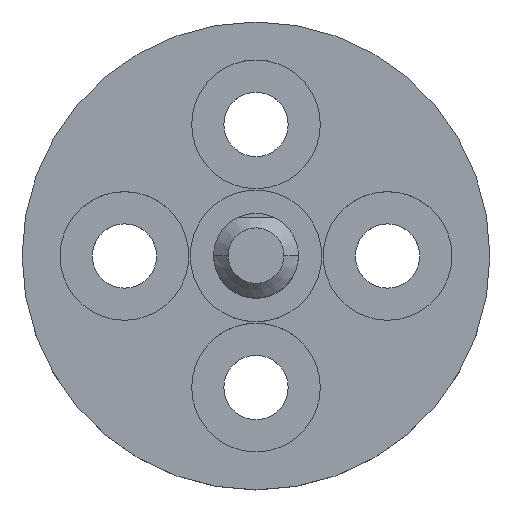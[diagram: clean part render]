
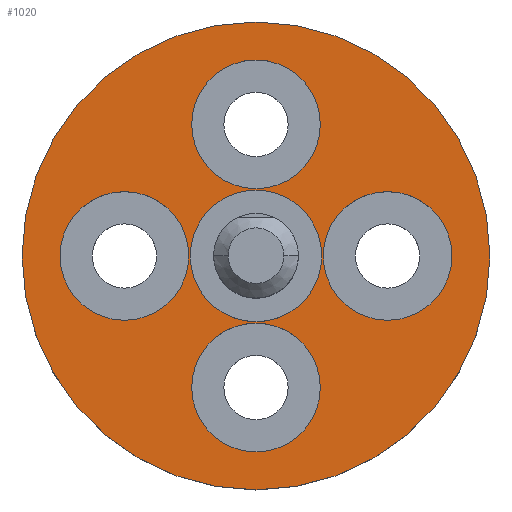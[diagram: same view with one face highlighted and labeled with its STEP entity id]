
A CAD part, top view. The second image highlights one B-rep face of the part: STEP entity #1020.
In plain terms, the highlighted planar face has unit normal (0, 0, 1).
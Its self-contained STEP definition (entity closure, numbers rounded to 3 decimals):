
#13 = DIRECTION ( 'NONE',  ( 0., 0., 1. ) ) ;
#18 = CIRCLE ( 'NONE', #1072, 2.2 ) ;
#19 = DIRECTION ( 'NONE',  ( 0., 0., 1. ) ) ;
#21 = CIRCLE ( 'NONE', #110, 2.2 ) ;
#26 = VERTEX_POINT ( 'NONE', #351 ) ;
#27 = DIRECTION ( 'NONE',  ( 0., 0., 1. ) ) ;
#39 = EDGE_CURVE ( 'NONE', #750, #903, #18, .T. ) ;
#60 = AXIS2_PLACEMENT_3D ( 'NONE', #174, #418, #787 ) ;
#62 = EDGE_CURVE ( 'NONE', #430, #484, #1017, .T. ) ;
#101 = CARTESIAN_POINT ( 'NONE',  ( 0., 0., 23.44 ) ) ;
#105 = FACE_BOUND ( 'NONE', #538, .T. ) ;
#108 = EDGE_CURVE ( 'NONE', #795, #582, #21, .T. ) ;
#110 = AXIS2_PLACEMENT_3D ( 'NONE', #647, #366, #116 ) ;
#116 = DIRECTION ( 'NONE',  ( 1., 0., 0. ) ) ;
#122 = EDGE_LOOP ( 'NONE', ( #974, #503 ) ) ;
#142 = DIRECTION ( 'NONE',  ( 0., 0., 1. ) ) ;
#151 = EDGE_LOOP ( 'NONE', ( #461, #496 ) ) ;
#162 = CARTESIAN_POINT ( 'NONE',  ( -2.2, 4.5, 23.44 ) ) ;
#171 = ORIENTED_EDGE ( 'NONE', *, *, #450, .F. ) ;
#173 = AXIS2_PLACEMENT_3D ( 'NONE', #277, #623, #639 ) ;
#174 = CARTESIAN_POINT ( 'NONE',  ( -4.5, 0., 23.44 ) ) ;
#184 = CARTESIAN_POINT ( 'NONE',  ( 2.3, 0., 23.44 ) ) ;
#193 = CARTESIAN_POINT ( 'NONE',  ( -2.2, -4.5, 23.44 ) ) ;
#196 = FACE_BOUND ( 'NONE', #733, .T. ) ;
#201 = FACE_BOUND ( 'NONE', #151, .T. ) ;
#210 = EDGE_CURVE ( 'NONE', #26, #711, #875, .T. ) ;
#230 = CARTESIAN_POINT ( 'NONE',  ( -2.3, 0., 23.44 ) ) ;
#268 = CARTESIAN_POINT ( 'NONE',  ( 0., 4.5, 23.44 ) ) ;
#277 = CARTESIAN_POINT ( 'NONE',  ( 0., 0., 23.44 ) ) ;
#283 = CIRCLE ( 'NONE', #558, 2.2 ) ;
#292 = ORIENTED_EDGE ( 'NONE', *, *, #210, .F. ) ;
#298 = CIRCLE ( 'NONE', #1033, 2.2 ) ;
#300 = DIRECTION ( 'NONE',  ( 1., 0., 0. ) ) ;
#317 = CARTESIAN_POINT ( 'NONE',  ( -2.25, 0., 23.44 ) ) ;
#335 = CARTESIAN_POINT ( 'NONE',  ( -6.7, 0., 23.44 ) ) ;
#351 = CARTESIAN_POINT ( 'NONE',  ( 2.25, 0., 23.44 ) ) ;
#357 = AXIS2_PLACEMENT_3D ( 'NONE', #696, #955, #510 ) ;
#366 = DIRECTION ( 'NONE',  ( 0., 0., 1. ) ) ;
#374 = AXIS2_PLACEMENT_3D ( 'NONE', #881, #1132, #437 ) ;
#390 = CIRCLE ( 'NONE', #909, 2.2 ) ;
#406 = ORIENTED_EDGE ( 'NONE', *, *, #39, .F. ) ;
#408 = CIRCLE ( 'NONE', #357, 2.2 ) ;
#414 = DIRECTION ( 'NONE',  ( 0., 0., 1. ) ) ;
#418 = DIRECTION ( 'NONE',  ( 0., 0., 1. ) ) ;
#430 = VERTEX_POINT ( 'NONE', #771 ) ;
#437 = DIRECTION ( 'NONE',  ( 1., 0., 0. ) ) ;
#438 = VERTEX_POINT ( 'NONE', #707 ) ;
#450 = EDGE_CURVE ( 'NONE', #624, #438, #408, .T. ) ;
#458 = CARTESIAN_POINT ( 'NONE',  ( 0., -4.5, 23.44 ) ) ;
#461 = ORIENTED_EDGE ( 'NONE', *, *, #62, .F. ) ;
#469 = CARTESIAN_POINT ( 'NONE',  ( 8., 0., 23.44 ) ) ;
#484 = VERTEX_POINT ( 'NONE', #162 ) ;
#486 = CARTESIAN_POINT ( 'NONE',  ( 0., 0., 23.44 ) ) ;
#495 = EDGE_CURVE ( 'NONE', #484, #430, #298, .T. ) ;
#496 = ORIENTED_EDGE ( 'NONE', *, *, #495, .F. ) ;
#503 = ORIENTED_EDGE ( 'NONE', *, *, #796, .F. ) ;
#509 = EDGE_CURVE ( 'NONE', #657, #1009, #996, .T. ) ;
#510 = DIRECTION ( 'NONE',  ( 1., 0., 0. ) ) ;
#514 = AXIS2_PLACEMENT_3D ( 'NONE', #268, #702, #968 ) ;
#521 = CARTESIAN_POINT ( 'NONE',  ( 0., 4.5, 23.44 ) ) ;
#538 = EDGE_LOOP ( 'NONE', ( #406, #927 ) ) ;
#543 = DIRECTION ( 'NONE',  ( 1., 0., 0. ) ) ;
#549 = PLANE ( 'NONE',  #1071 ) ;
#558 = AXIS2_PLACEMENT_3D ( 'NONE', #458, #19, #1052 ) ;
#563 = DIRECTION ( 'NONE',  ( 1., 0., 0. ) ) ;
#582 = VERTEX_POINT ( 'NONE', #184 ) ;
#586 = ORIENTED_EDGE ( 'NONE', *, *, #963, .F. ) ;
#621 = FACE_BOUND ( 'NONE', #941, .T. ) ;
#623 = DIRECTION ( 'NONE',  ( 0., 0., 1. ) ) ;
#624 = VERTEX_POINT ( 'NONE', #193 ) ;
#639 = DIRECTION ( 'NONE',  ( 1., 0., 0. ) ) ;
#646 = CARTESIAN_POINT ( 'NONE',  ( 4.5, 0., 23.44 ) ) ;
#647 = CARTESIAN_POINT ( 'NONE',  ( 4.5, 0., 23.44 ) ) ;
#652 = DIRECTION ( 'NONE',  ( 1., 0., 0. ) ) ;
#657 = VERTEX_POINT ( 'NONE', #469 ) ;
#679 = CARTESIAN_POINT ( 'NONE',  ( 0., 0., 23.44 ) ) ;
#692 = DIRECTION ( 'NONE',  ( 0., 0., 1. ) ) ;
#696 = CARTESIAN_POINT ( 'NONE',  ( 0., -4.5, 23.44 ) ) ;
#702 = DIRECTION ( 'NONE',  ( 0., 0., 1. ) ) ;
#707 = CARTESIAN_POINT ( 'NONE',  ( 2.2, -4.5, 23.44 ) ) ;
#708 = DIRECTION ( 'NONE',  ( 1., 0., 0. ) ) ;
#711 = VERTEX_POINT ( 'NONE', #317 ) ;
#730 = CARTESIAN_POINT ( 'NONE',  ( -8., 0., 23.44 ) ) ;
#733 = EDGE_LOOP ( 'NONE', ( #837, #292 ) ) ;
#750 = VERTEX_POINT ( 'NONE', #230 ) ;
#755 = EDGE_CURVE ( 'NONE', #1009, #657, #873, .T. ) ;
#771 = CARTESIAN_POINT ( 'NONE',  ( 2.2, 4.5, 23.44 ) ) ;
#787 = DIRECTION ( 'NONE',  ( 1., 0., 0. ) ) ;
#788 = DIRECTION ( 'NONE',  ( 1., 0., 0. ) ) ;
#795 = VERTEX_POINT ( 'NONE', #1083 ) ;
#796 = EDGE_CURVE ( 'NONE', #582, #795, #390, .T. ) ;
#828 = EDGE_CURVE ( 'NONE', #903, #750, #1069, .T. ) ;
#837 = ORIENTED_EDGE ( 'NONE', *, *, #1112, .F. ) ;
#838 = CIRCLE ( 'NONE', #1037, 2.25 ) ;
#873 = CIRCLE ( 'NONE', #1016, 8. ) ;
#875 = CIRCLE ( 'NONE', #173, 2.25 ) ;
#881 = CARTESIAN_POINT ( 'NONE',  ( 0., 0., 23.44 ) ) ;
#899 = FACE_BOUND ( 'NONE', #122, .T. ) ;
#903 = VERTEX_POINT ( 'NONE', #335 ) ;
#909 = AXIS2_PLACEMENT_3D ( 'NONE', #646, #994, #300 ) ;
#927 = ORIENTED_EDGE ( 'NONE', *, *, #828, .F. ) ;
#931 = ORIENTED_EDGE ( 'NONE', *, *, #755, .T. ) ;
#938 = ORIENTED_EDGE ( 'NONE', *, *, #509, .T. ) ;
#941 = EDGE_LOOP ( 'NONE', ( #586, #171 ) ) ;
#955 = DIRECTION ( 'NONE',  ( 0., 0., 1. ) ) ;
#963 = EDGE_CURVE ( 'NONE', #438, #624, #283, .T. ) ;
#968 = DIRECTION ( 'NONE',  ( 1., 0., 0. ) ) ;
#971 = FACE_OUTER_BOUND ( 'NONE', #1129, .T. ) ;
#974 = ORIENTED_EDGE ( 'NONE', *, *, #108, .F. ) ;
#994 = DIRECTION ( 'NONE',  ( 0., 0., 1. ) ) ;
#996 = CIRCLE ( 'NONE', #374, 8. ) ;
#1009 = VERTEX_POINT ( 'NONE', #730 ) ;
#1016 = AXIS2_PLACEMENT_3D ( 'NONE', #486, #142, #563 ) ;
#1017 = CIRCLE ( 'NONE', #514, 2.2 ) ;
#1020 = ADVANCED_FACE ( 'NONE', ( #899, #621, #105, #201, #196, #971 ), #549, .T. ) ;
#1033 = AXIS2_PLACEMENT_3D ( 'NONE', #521, #414, #788 ) ;
#1037 = AXIS2_PLACEMENT_3D ( 'NONE', #679, #27, #652 ) ;
#1052 = DIRECTION ( 'NONE',  ( 1., 0., 0. ) ) ;
#1069 = CIRCLE ( 'NONE', #60, 2.2 ) ;
#1071 = AXIS2_PLACEMENT_3D ( 'NONE', #101, #13, #543 ) ;
#1072 = AXIS2_PLACEMENT_3D ( 'NONE', #1120, #692, #708 ) ;
#1083 = CARTESIAN_POINT ( 'NONE',  ( 6.7, 0., 23.44 ) ) ;
#1112 = EDGE_CURVE ( 'NONE', #711, #26, #838, .T. ) ;
#1120 = CARTESIAN_POINT ( 'NONE',  ( -4.5, 0., 23.44 ) ) ;
#1129 = EDGE_LOOP ( 'NONE', ( #938, #931 ) ) ;
#1132 = DIRECTION ( 'NONE',  ( 0., 0., 1. ) ) ;
